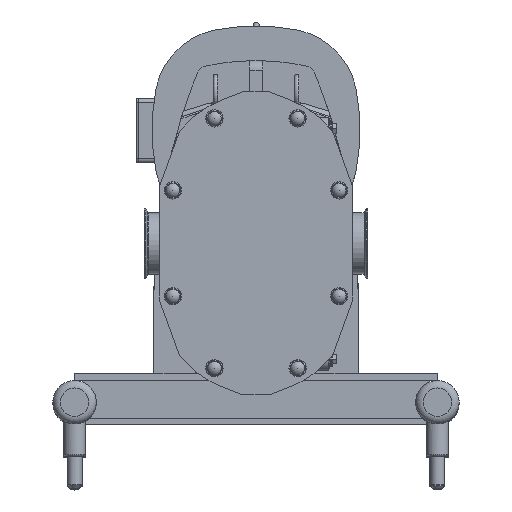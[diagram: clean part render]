
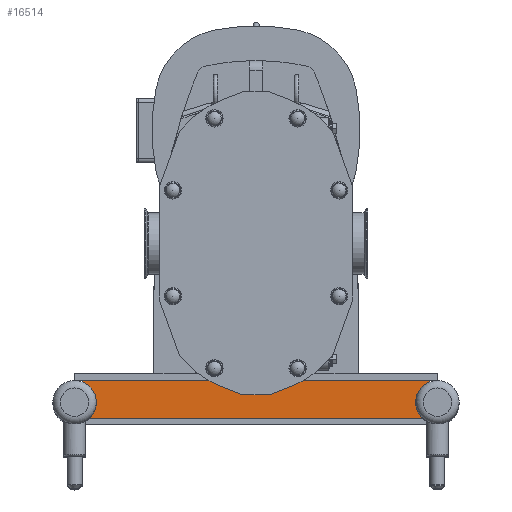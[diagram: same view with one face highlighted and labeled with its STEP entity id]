
A CAD part, top view. The second image highlights one B-rep face of the part: STEP entity #16514.
In plain terms, the highlighted planar face has unit normal (0, 0, 1).
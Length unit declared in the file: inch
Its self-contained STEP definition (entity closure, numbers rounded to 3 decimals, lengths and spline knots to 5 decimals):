
#1003=CIRCLE('',#17547,1.44);
#1004=CIRCLE('',#17548,1.44);
#2097=FACE_OUTER_BOUND('',#3058,.T.);
#3058=EDGE_LOOP('',(#11047,#11048,#11049,#11050,#11051,#11052));
#4131=LINE('',#24559,#5376);
#4132=LINE('',#24562,#5377);
#4133=LINE('',#24566,#5378);
#4134=LINE('',#24569,#5379);
#5376=VECTOR('',#19502,0.3937);
#5377=VECTOR('',#19505,0.3937);
#5378=VECTOR('',#19508,0.3937);
#5379=VECTOR('',#19511,0.3937);
#6651=VERTEX_POINT('',#24552);
#6653=VERTEX_POINT('',#24557);
#6654=VERTEX_POINT('',#24561);
#6655=VERTEX_POINT('',#24563);
#6656=VERTEX_POINT('',#24565);
#6657=VERTEX_POINT('',#24567);
#8397=EDGE_CURVE('',#6651,#6653,#4131,.T.);
#8398=EDGE_CURVE('',#6653,#6654,#4132,.T.);
#8399=EDGE_CURVE('',#6654,#6655,#1003,.T.);
#8400=EDGE_CURVE('',#6655,#6656,#4133,.T.);
#8401=EDGE_CURVE('',#6656,#6657,#1004,.T.);
#8402=EDGE_CURVE('',#6657,#6651,#4134,.T.);
#11047=ORIENTED_EDGE('',*,*,#8397,.T.);
#11048=ORIENTED_EDGE('',*,*,#8398,.T.);
#11049=ORIENTED_EDGE('',*,*,#8399,.T.);
#11050=ORIENTED_EDGE('',*,*,#8400,.T.);
#11051=ORIENTED_EDGE('',*,*,#8401,.T.);
#11052=ORIENTED_EDGE('',*,*,#8402,.T.);
#16008=PLANE('',#17546);
#16514=ADVANCED_FACE('',(#2097),#16008,.T.);
#17546=AXIS2_PLACEMENT_3D('',#24560,#19503,#19504);
#17547=AXIS2_PLACEMENT_3D('',#24564,#19506,#19507);
#17548=AXIS2_PLACEMENT_3D('',#24568,#19509,#19510);
#19502=DIRECTION('',(-1.,0.,0.));
#19503=DIRECTION('center_axis',(0.,0.,
1.));
#19504=DIRECTION('ref_axis',(1.,0.,0.));
#19505=DIRECTION('',(0.,-1.,0.));
#19506=DIRECTION('center_axis',(0.,0.,
-1.));
#19507=DIRECTION('ref_axis',(0.677,-0.736,0.));
#19508=DIRECTION('',(1.,0.,0.));
#19509=DIRECTION('center_axis',(0.,0.,
-1.));
#19510=DIRECTION('ref_axis',(-0.347,0.938,0.));
#19511=DIRECTION('',(0.,1.,0.));
#24552=CARTESIAN_POINT('',(11.4975,-9.062,-12.578));
#24557=CARTESIAN_POINT('',(-11.5025,-9.062,-12.578));
#24559=CARTESIAN_POINT('',(-0.0025,-9.062,-12.578));
#24560=CARTESIAN_POINT('Origin',(-0.0025,-10.27749,
-12.578));
#24561=CARTESIAN_POINT('',(-11.5025,-9.14909,-12.578));
#24562=CARTESIAN_POINT('',(-11.5025,-9.14909,-12.578));
#24563=CARTESIAN_POINT('',(-11.02782,-11.5595,-12.578));
#24564=CARTESIAN_POINT('Origin',(-12.0025,-10.4995,-12.578));
#24565=CARTESIAN_POINT('',(11.02282,-11.5595,-12.578));
#24566=CARTESIAN_POINT('',(11.02282,-11.5595,-12.578));
#24567=CARTESIAN_POINT('',(11.4975,-9.14909,-12.578));
#24568=CARTESIAN_POINT('Origin',(11.9975,-10.4995,-12.578));
#24569=CARTESIAN_POINT('',(11.4975,-9.0595,-12.578));
